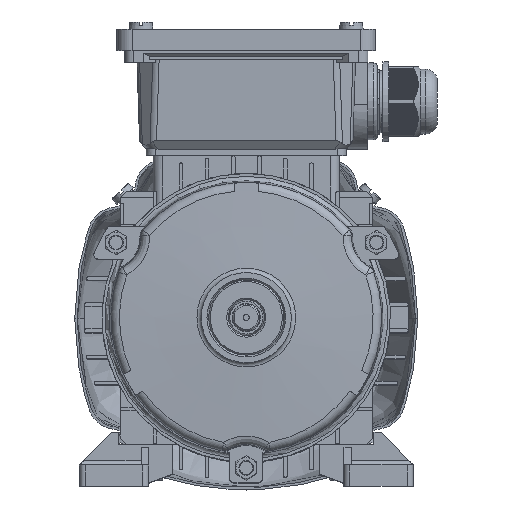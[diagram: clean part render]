
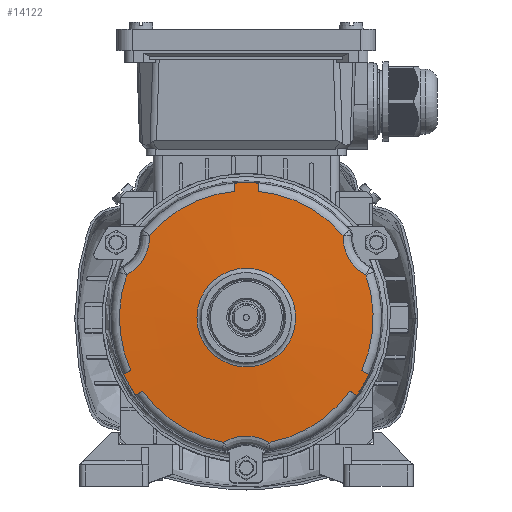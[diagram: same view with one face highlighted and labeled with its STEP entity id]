
A CAD part, top view. The second image highlights one B-rep face of the part: STEP entity #14122.
In plain terms, the highlighted conical face has half-angle 87 degrees and reference radius 15.948 mm.
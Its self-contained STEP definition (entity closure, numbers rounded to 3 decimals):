
#2597=FACE_BOUND('',#20300,.T.);
#2598=FACE_BOUND('',#20301,.T.);
#13924=CONICAL_SURFACE('',#58755,15.948,87.);
#14122=ADVANCED_FACE('',(#2597,#2598),#13924,.T.);
#20300=EDGE_LOOP('',(#26783));
#20301=EDGE_LOOP('',(#26784,#26785,#26786,#26787,#26788,#26789,#26790,#26791,
#26792,#26793,#26794,#26795,#26796,#26797,#26798,#26799,#26800,#26801));
#24074=CIRCLE('',#58737,42.219);
#24077=CIRCLE('',#58741,42.219);
#24080=CIRCLE('',#58745,42.219);
#24082=CIRCLE('',#58748,16.421);
#24083=CIRCLE('',#58749,44.917);
#24084=CIRCLE('',#58750,42.219);
#24085=CIRCLE('',#58751,44.917);
#24086=CIRCLE('',#58752,42.219);
#24087=CIRCLE('',#58753,44.917);
#24088=CIRCLE('',#58754,42.219);
#26783=ORIENTED_EDGE('',*,*,#49128,.T.);
#26784=ORIENTED_EDGE('',*,*,#49118,.T.);
#26785=ORIENTED_EDGE('',*,*,#49129,.F.);
#26786=ORIENTED_EDGE('',*,*,#49130,.T.);
#26787=ORIENTED_EDGE('',*,*,#49131,.T.);
#26788=ORIENTED_EDGE('',*,*,#49132,.T.);
#26789=ORIENTED_EDGE('',*,*,#49133,.T.);
#26790=ORIENTED_EDGE('',*,*,#49126,.T.);
#26791=ORIENTED_EDGE('',*,*,#49134,.F.);
#26792=ORIENTED_EDGE('',*,*,#49135,.F.);
#26793=ORIENTED_EDGE('',*,*,#49136,.T.);
#26794=ORIENTED_EDGE('',*,*,#49137,.T.);
#26795=ORIENTED_EDGE('',*,*,#49138,.T.);
#26796=ORIENTED_EDGE('',*,*,#49122,.T.);
#26797=ORIENTED_EDGE('',*,*,#49139,.F.);
#26798=ORIENTED_EDGE('',*,*,#49140,.F.);
#26799=ORIENTED_EDGE('',*,*,#49141,.T.);
#26800=ORIENTED_EDGE('',*,*,#49142,.T.);
#26801=ORIENTED_EDGE('',*,*,#49143,.T.);
#43373=VERTEX_POINT('',#80846);
#43374=VERTEX_POINT('',#80848);
#43377=VERTEX_POINT('',#80873);
#43378=VERTEX_POINT('',#80875);
#43381=VERTEX_POINT('',#80897);
#43382=VERTEX_POINT('',#80899);
#43383=VERTEX_POINT('',#80903);
#43384=VERTEX_POINT('',#80908);
#43385=VERTEX_POINT('',#80910);
#43386=VERTEX_POINT('',#80915);
#43387=VERTEX_POINT('',#80917);
#43388=VERTEX_POINT('',#80928);
#43389=VERTEX_POINT('',#80930);
#43390=VERTEX_POINT('',#80935);
#43391=VERTEX_POINT('',#80937);
#43392=VERTEX_POINT('',#80948);
#43393=VERTEX_POINT('',#80950);
#43394=VERTEX_POINT('',#80955);
#43395=VERTEX_POINT('',#80957);
#49118=EDGE_CURVE('',#43374,#43373,#24074,.T.);
#49122=EDGE_CURVE('',#43378,#43377,#24077,.T.);
#49126=EDGE_CURVE('',#43382,#43381,#24080,.T.);
#49128=EDGE_CURVE('',#43383,#43383,#24082,.T.);
#49129=EDGE_CURVE('',#43384,#43373,#57409,.T.);
#49130=EDGE_CURVE('',#43384,#43385,#24083,.T.);
#49131=EDGE_CURVE('',#43385,#43386,#57410,.T.);
#49132=EDGE_CURVE('',#43386,#43387,#24084,.T.);
#49133=EDGE_CURVE('',#43387,#43382,#57411,.T.);
#49134=EDGE_CURVE('',#43388,#43381,#57412,.T.);
#49135=EDGE_CURVE('',#43389,#43388,#24085,.T.);
#49136=EDGE_CURVE('',#43389,#43390,#57413,.T.);
#49137=EDGE_CURVE('',#43390,#43391,#24086,.T.);
#49138=EDGE_CURVE('',#43391,#43378,#57414,.T.);
#49139=EDGE_CURVE('',#43392,#43377,#57415,.T.);
#49140=EDGE_CURVE('',#43393,#43392,#24087,.T.);
#49141=EDGE_CURVE('',#43393,#43394,#57416,.T.);
#49142=EDGE_CURVE('',#43394,#43395,#24088,.T.);
#49143=EDGE_CURVE('',#43395,#43374,#57417,.T.);
#57409=B_SPLINE_CURVE_WITH_KNOTS('',3,(#80904,#80905,#80906,#80907),
 .UNSPECIFIED.,.F.,.F.,(4,4),(0.,1.),.UNSPECIFIED.);
#57410=B_SPLINE_CURVE_WITH_KNOTS('',3,(#80911,#80912,#80913,#80914),
 .UNSPECIFIED.,.F.,.F.,(4,4),(0.,1.),.UNSPECIFIED.);
#57411=B_SPLINE_CURVE_WITH_KNOTS('',3,(#80918,#80919,#80920,#80921,#80922,
#80923),.UNSPECIFIED.,.F.,.F.,(4,2,4),(0.,0.5,1.),.UNSPECIFIED.);
#57412=B_SPLINE_CURVE_WITH_KNOTS('',3,(#80924,#80925,#80926,#80927),
 .UNSPECIFIED.,.F.,.F.,(4,4),(0.,1.),.UNSPECIFIED.);
#57413=B_SPLINE_CURVE_WITH_KNOTS('',3,(#80931,#80932,#80933,#80934),
 .UNSPECIFIED.,.F.,.F.,(4,4),(0.,1.),.UNSPECIFIED.);
#57414=B_SPLINE_CURVE_WITH_KNOTS('',3,(#80938,#80939,#80940,#80941,#80942,
#80943),.UNSPECIFIED.,.F.,.F.,(4,2,4),(0.,0.5,1.),.UNSPECIFIED.);
#57415=B_SPLINE_CURVE_WITH_KNOTS('',3,(#80944,#80945,#80946,#80947),
 .UNSPECIFIED.,.F.,.F.,(4,4),(0.,1.),.UNSPECIFIED.);
#57416=B_SPLINE_CURVE_WITH_KNOTS('',3,(#80951,#80952,#80953,#80954),
 .UNSPECIFIED.,.F.,.F.,(4,4),(0.,1.),.UNSPECIFIED.);
#57417=B_SPLINE_CURVE_WITH_KNOTS('',3,(#80958,#80959,#80960,#80961,#80962,
#80963),.UNSPECIFIED.,.F.,.F.,(4,2,4),(0.,0.5,1.),.UNSPECIFIED.);
#58737=AXIS2_PLACEMENT_3D('',#80847,#64582,#64583);
#58741=AXIS2_PLACEMENT_3D('',#80874,#64590,#64591);
#58745=AXIS2_PLACEMENT_3D('',#80898,#64598,#64599);
#58748=AXIS2_PLACEMENT_3D('',#80902,#64604,#64605);
#58749=AXIS2_PLACEMENT_3D('',#80909,#64606,#64607);
#58750=AXIS2_PLACEMENT_3D('',#80916,#64608,#64609);
#58751=AXIS2_PLACEMENT_3D('',#80929,#64610,#64611);
#58752=AXIS2_PLACEMENT_3D('',#80936,#64612,#64613);
#58753=AXIS2_PLACEMENT_3D('',#80949,#64614,#64615);
#58754=AXIS2_PLACEMENT_3D('',#80956,#64616,#64617);
#58755=AXIS2_PLACEMENT_3D('',#80964,#64618,#64619);
#64582=DIRECTION('',(0.,0.,1.));
#64583=DIRECTION('',(1.,0.,0.));
#64590=DIRECTION('',(0.,0.,1.));
#64591=DIRECTION('',(1.,0.,0.));
#64598=DIRECTION('',(0.,0.,1.));
#64599=DIRECTION('',(1.,0.,0.));
#64604=DIRECTION('',(0.,0.,-1.));
#64605=DIRECTION('',(-1.,0.,0.));
#64606=DIRECTION('',(0.,0.,1.));
#64607=DIRECTION('',(0.5,-0.866,0.));
#64608=DIRECTION('',(0.,0.,1.));
#64609=DIRECTION('',(1.,0.,0.));
#64610=DIRECTION('',(0.,0.,-1.));
#64611=DIRECTION('',(0.5,0.866,0.));
#64612=DIRECTION('',(0.,0.,1.));
#64613=DIRECTION('',(1.,0.,0.));
#64614=DIRECTION('',(0.,0.,-1.));
#64615=DIRECTION('',(-1.,0.,0.));
#64616=DIRECTION('',(0.,0.,1.));
#64617=DIRECTION('',(1.,0.,0.));
#64618=DIRECTION('',(0.,0.,-1.));
#64619=DIRECTION('',(1.,0.,0.));
#80846=CARTESIAN_POINT('',(-34.979,-19.047,64.573));
#80847=CARTESIAN_POINT('',(3.419,-1.496,64.573));
#80848=CARTESIAN_POINT('',(-36.334,12.722,64.573));
#80873=CARTESIAN_POINT('',(7.419,40.533,64.573));
#80874=CARTESIAN_POINT('',(3.419,-1.496,64.573));
#80875=CARTESIAN_POINT('',(35.609,25.823,64.573));
#80897=CARTESIAN_POINT('',(37.818,-25.975,64.573));
#80898=CARTESIAN_POINT('',(3.419,-1.496,64.573));
#80899=CARTESIAN_POINT('',(10.983,-43.032,64.573));
#80902=CARTESIAN_POINT('',(3.419,-1.496,65.926));
#80903=CARTESIAN_POINT('',(-13.002,-1.496,65.926));
#80904=CARTESIAN_POINT('',(-37.325,-20.401,64.432));
#80905=CARTESIAN_POINT('',(-36.543,-19.95,64.479));
#80906=CARTESIAN_POINT('',(-35.761,-19.498,64.526));
#80907=CARTESIAN_POINT('',(-34.979,-19.047,64.573));
#80908=CARTESIAN_POINT('',(-37.325,-20.401,64.432));
#80909=CARTESIAN_POINT('',(3.419,-1.496,64.432));
#80910=CARTESIAN_POINT('',(-33.325,-27.329,64.432));
#80911=CARTESIAN_POINT('',(-33.325,-27.329,64.432));
#80912=CARTESIAN_POINT('',(-32.543,-26.878,64.479));
#80913=CARTESIAN_POINT('',(-31.761,-26.426,64.526));
#80914=CARTESIAN_POINT('',(-30.979,-25.975,64.573));
#80915=CARTESIAN_POINT('',(-30.979,-25.975,64.573));
#80916=CARTESIAN_POINT('',(3.419,-1.496,64.573));
#80917=CARTESIAN_POINT('',(-4.145,-43.032,64.573));
#80918=CARTESIAN_POINT('',(-4.145,-43.032,64.573));
#80919=CARTESIAN_POINT('',(-1.87,-41.618,64.668));
#80920=CARTESIAN_POINT('',(0.764,-40.877,64.722));
#80921=CARTESIAN_POINT('',(6.055,-40.873,64.722));
#80922=CARTESIAN_POINT('',(8.709,-41.618,64.668));
#80923=CARTESIAN_POINT('',(10.983,-43.032,64.573));
#80924=CARTESIAN_POINT('',(40.164,-27.329,64.432));
#80925=CARTESIAN_POINT('',(39.382,-26.878,64.479));
#80926=CARTESIAN_POINT('',(38.6,-26.426,64.526));
#80927=CARTESIAN_POINT('',(37.818,-25.975,64.573));
#80928=CARTESIAN_POINT('',(40.164,-27.329,64.432));
#80929=CARTESIAN_POINT('',(3.419,-1.496,64.432));
#80930=CARTESIAN_POINT('',(44.164,-20.401,64.432));
#80931=CARTESIAN_POINT('',(44.164,-20.401,64.432));
#80932=CARTESIAN_POINT('',(43.382,-19.95,64.479));
#80933=CARTESIAN_POINT('',(42.6,-19.498,64.526));
#80934=CARTESIAN_POINT('',(41.818,-19.047,64.573));
#80935=CARTESIAN_POINT('',(41.818,-19.047,64.573));
#80936=CARTESIAN_POINT('',(3.419,-1.496,64.573));
#80937=CARTESIAN_POINT('',(43.173,12.722,64.573));
#80938=CARTESIAN_POINT('',(43.173,12.722,64.573));
#80939=CARTESIAN_POINT('',(40.811,13.984,64.668));
#80940=CARTESIAN_POINT('',(38.852,15.895,64.722));
#80941=CARTESIAN_POINT('',(36.203,20.475,64.722));
#80942=CARTESIAN_POINT('',(35.521,23.146,64.668));
#80943=CARTESIAN_POINT('',(35.609,25.823,64.573));
#80944=CARTESIAN_POINT('',(7.419,43.242,64.432));
#80945=CARTESIAN_POINT('',(7.419,42.339,64.479));
#80946=CARTESIAN_POINT('',(7.419,41.436,64.526));
#80947=CARTESIAN_POINT('',(7.419,40.533,64.573));
#80948=CARTESIAN_POINT('',(7.419,43.242,64.432));
#80949=CARTESIAN_POINT('',(3.419,-1.496,64.432));
#80950=CARTESIAN_POINT('',(-0.581,43.242,64.432));
#80951=CARTESIAN_POINT('',(-0.581,43.242,64.432));
#80952=CARTESIAN_POINT('',(-0.581,42.339,64.479));
#80953=CARTESIAN_POINT('',(-0.581,41.436,64.526));
#80954=CARTESIAN_POINT('',(-0.581,40.533,64.573));
#80955=CARTESIAN_POINT('',(-0.581,40.533,64.573));
#80956=CARTESIAN_POINT('',(3.419,-1.496,64.573));
#80957=CARTESIAN_POINT('',(-28.77,25.823,64.573));
#80958=CARTESIAN_POINT('',(-28.77,25.823,64.573));
#80959=CARTESIAN_POINT('',(-28.682,23.146,64.668));
#80960=CARTESIAN_POINT('',(-29.358,20.494,64.722));
#80961=CARTESIAN_POINT('',(-32.,15.91,64.722));
#80962=CARTESIAN_POINT('',(-33.972,13.984,64.668));
#80963=CARTESIAN_POINT('',(-36.334,12.722,64.573));
#80964=CARTESIAN_POINT('',(3.419,-1.496,65.95));
